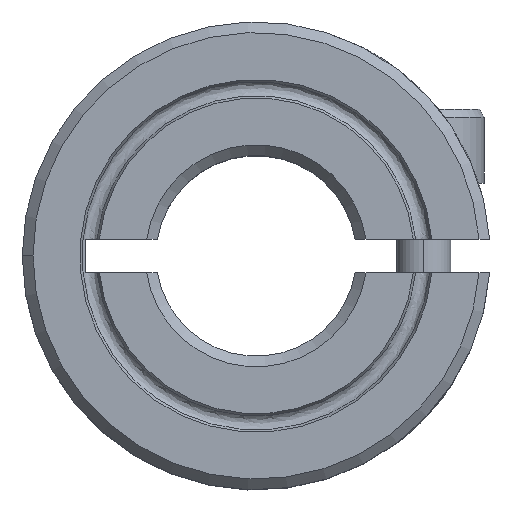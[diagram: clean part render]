
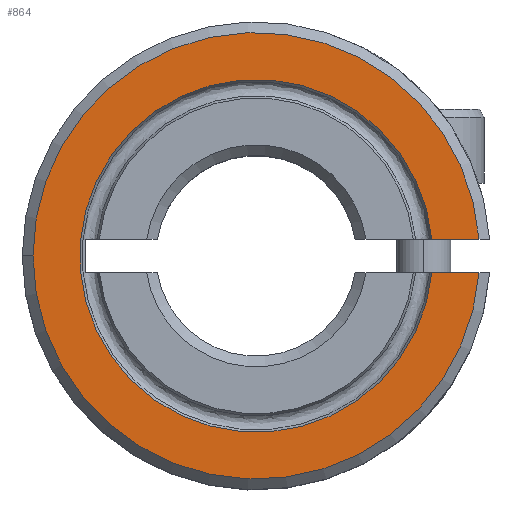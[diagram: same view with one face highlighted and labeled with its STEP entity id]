
A CAD part, top view. The second image highlights one B-rep face of the part: STEP entity #864.
In plain terms, the highlighted planar face has unit normal (0, 0, 1).
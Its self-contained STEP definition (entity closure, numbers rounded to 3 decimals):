
#31 = CARTESIAN_POINT ( 'NONE',  ( 10.575, 0.794, 8.712 ) ) ;
#107 = CARTESIAN_POINT ( 'NONE',  ( 0., 0., 8.712 ) ) ;
#124 = DIRECTION ( 'NONE',  ( 1., 0., 0. ) ) ;
#140 = CARTESIAN_POINT ( 'NONE',  ( 0., 0., 8.712 ) ) ;
#285 = EDGE_CURVE ( 'NONE', #453, #1402, #1837, .T. ) ;
#411 = DIRECTION ( 'NONE',  ( 1., 0., 0. ) ) ;
#453 = VERTEX_POINT ( 'NONE', #695 ) ;
#462 = CARTESIAN_POINT ( 'NONE',  ( 0., 0., 8.712 ) ) ;
#575 = VERTEX_POINT ( 'NONE', #763 ) ;
#586 = DIRECTION ( 'NONE',  ( -1., 0., 0. ) ) ;
#636 = EDGE_CURVE ( 'NONE', #721, #1402, #776, .T. ) ;
#670 = FACE_OUTER_BOUND ( 'NONE', #1875, .T. ) ;
#693 = ORIENTED_EDGE ( 'NONE', *, *, #860, .F. ) ;
#695 = CARTESIAN_POINT ( 'NONE',  ( -10.604, 0., 8.712 ) ) ;
#721 = VERTEX_POINT ( 'NONE', #1130 ) ;
#763 = CARTESIAN_POINT ( 'NONE',  ( 8.34, -0.794, 8.712 ) ) ;
#776 = LINE ( 'NONE', #1514, #1989 ) ;
#788 = ORIENTED_EDGE ( 'NONE', *, *, #285, .F. ) ;
#860 = EDGE_CURVE ( 'NONE', #1629, #453, #1496, .T. ) ;
#864 = ADVANCED_FACE ( 'NONE', ( #670 ), #1550, .T. ) ;
#943 = VECTOR ( 'NONE', #973, 1000. ) ;
#973 = DIRECTION ( 'NONE',  ( -1., 0., 0. ) ) ;
#1095 = CARTESIAN_POINT ( 'NONE',  ( 10.575, -0.794, 8.712 ) ) ;
#1104 = EDGE_CURVE ( 'NONE', #575, #721, #1828, .T. ) ;
#1130 = CARTESIAN_POINT ( 'NONE',  ( 8.34, 0.794, 8.712 ) ) ;
#1217 = DIRECTION ( 'NONE',  ( 0., 0., -1. ) ) ;
#1228 = DIRECTION ( 'NONE',  ( -1., 0., 0. ) ) ;
#1275 = AXIS2_PLACEMENT_3D ( 'NONE', #462, #2019, #2038 ) ;
#1301 = CARTESIAN_POINT ( 'NONE',  ( 4.696, -0.794, 8.712 ) ) ;
#1342 = EDGE_CURVE ( 'NONE', #1629, #575, #1521, .T. ) ;
#1402 = VERTEX_POINT ( 'NONE', #31 ) ;
#1496 = CIRCLE ( 'NONE', #1562, 10.604 ) ;
#1514 = CARTESIAN_POINT ( 'NONE',  ( 11.084, 0.794, 8.712 ) ) ;
#1521 = LINE ( 'NONE', #1301, #943 ) ;
#1550 = PLANE ( 'NONE',  #1590 ) ;
#1555 = DIRECTION ( 'NONE',  ( 0., 0., 1. ) ) ;
#1562 = AXIS2_PLACEMENT_3D ( 'NONE', #140, #2024, #586 ) ;
#1566 = CARTESIAN_POINT ( 'NONE',  ( 0., 0., 8.712 ) ) ;
#1590 = AXIS2_PLACEMENT_3D ( 'NONE', #1566, #1555, #124 ) ;
#1629 = VERTEX_POINT ( 'NONE', #1095 ) ;
#1799 = ORIENTED_EDGE ( 'NONE', *, *, #636, .T. ) ;
#1828 = CIRCLE ( 'NONE', #1275, 8.377 ) ;
#1837 = CIRCLE ( 'NONE', #1905, 10.604 ) ;
#1848 = ORIENTED_EDGE ( 'NONE', *, *, #1104, .T. ) ;
#1870 = ORIENTED_EDGE ( 'NONE', *, *, #1342, .T. ) ;
#1875 = EDGE_LOOP ( 'NONE', ( #693, #1870, #1848, #1799, #788 ) ) ;
#1905 = AXIS2_PLACEMENT_3D ( 'NONE', #107, #1217, #1228 ) ;
#1989 = VECTOR ( 'NONE', #411, 1000. ) ;
#2019 = DIRECTION ( 'NONE',  ( 0., 0., -1. ) ) ;
#2024 = DIRECTION ( 'NONE',  ( 0., 0., -1. ) ) ;
#2038 = DIRECTION ( 'NONE',  ( 1., 0., 0. ) ) ;
